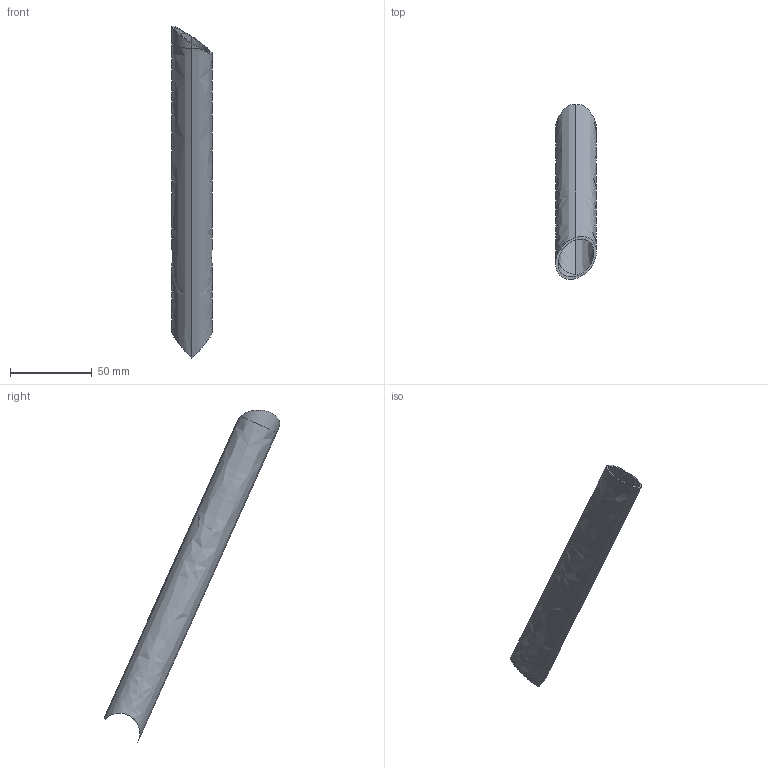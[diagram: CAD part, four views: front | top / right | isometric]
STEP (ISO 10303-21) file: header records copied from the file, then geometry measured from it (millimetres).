
FILE_DESCRIPTION(('CATIA V5 STEP Exchange'),'2;1');
FILE_NAME('927.stp','2017-12-21T20:59:38+00:00',('none'),('none'),'CATIA Version 5 Release 19 SP 2 (IN-10)','CATIA V5 STEP AP203','none');
FILE_SCHEMA(('CONFIG_CONTROL_DESIGN'));
Length unit declared in the file: millimetre
Products named in the file (1): Shape_927
Bounding box: 25 x 107.38 x 203.23 mm (x, y, z)
Volume: 22007.3 mm3; surface area: 29662.7 mm2
Topology: 1 solids, 1 shells, 12 faces, 31 edges, 20 vertices
Faces by surface type: cylinder 7, bspline 4, plane 1
Entity records: 750 total; most frequent: CARTESIAN_POINT 481, ORIENTED_EDGE 62, EDGE_CURVE 31, DIRECTION 21, B_SPLINE_CURVE_WITH_KNOTS 20, VERTEX_POINT 20, EDGE_LOOP 13, AXIS2_PLACEMENT_3D 12
